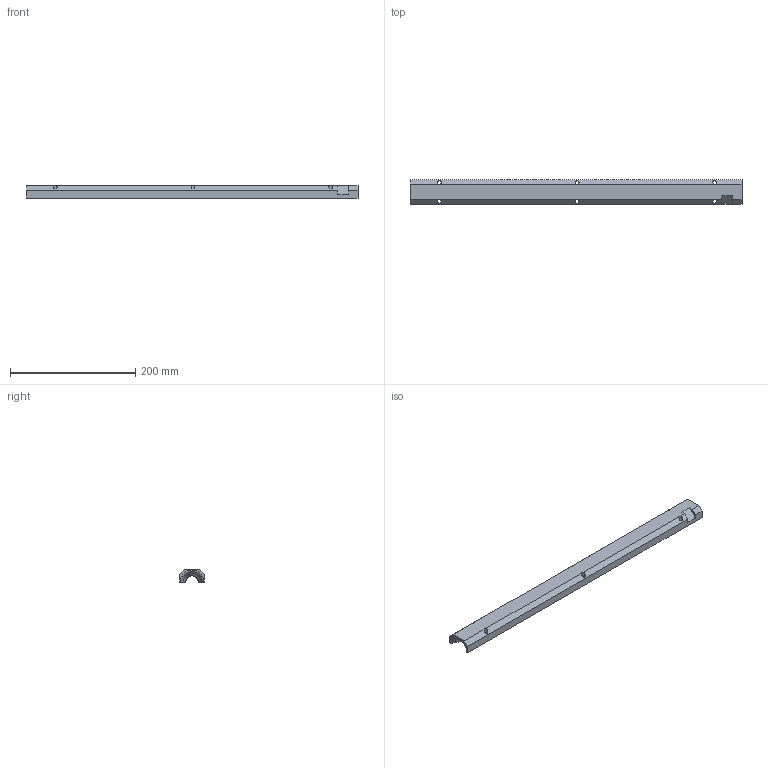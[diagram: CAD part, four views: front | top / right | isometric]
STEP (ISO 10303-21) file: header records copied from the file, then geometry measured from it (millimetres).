
FILE_DESCRIPTION((''),'2;1');
FILE_NAME('DP-115B_Rev_K2.stp','2018-10-10T06:35:13',(''),(''),'STEP Write','Mastercam X9 ... CNC Software, Inc.','');
FILE_SCHEMA(('AUTOMOTIVE_DESIGN'));
Length unit declared in the file: inch
Products named in the file (1): None
Bounding box: 530.5 x 39.5 x 19.75 mm (x, y, z)
Volume: 296260.3 mm3; surface area: 67013 mm2
Topology: 1 solids, 1 shells, 24 faces, 164 edges, 210 vertices
Faces by surface type: plane 13, cylinder 7, torus 2, bspline 1, cone 1
Full cylindrical faces by diameter (mm): 6.248 x6
Entity records: 1593 total; most frequent: CARTESIAN_POINT 463, DIRECTION 218, ORIENTED_EDGE 144, STYLED_ITEM 131, VECTOR 92, LINE 92, EDGE_CURVE 72, TRIMMED_CURVE 64
